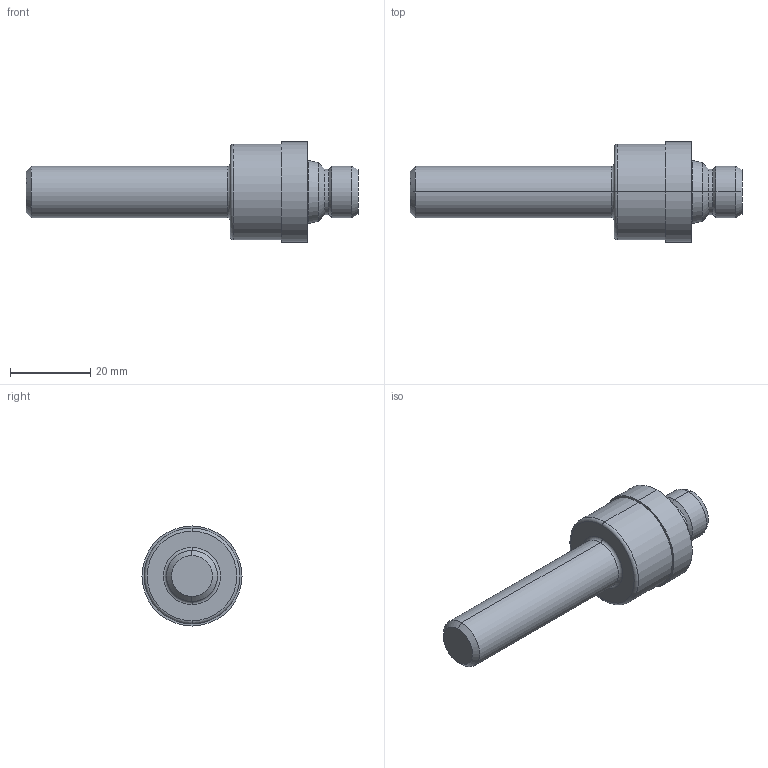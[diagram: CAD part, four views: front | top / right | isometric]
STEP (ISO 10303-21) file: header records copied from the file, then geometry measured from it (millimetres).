
FILE_DESCRIPTION (( 'STEP AP214' ), '1' );
FILE_NAME ('MS16142-6S-SolidModel.STEP', '2018-06-22T20:24:38', ( '' ), ( '' ), 'SwSTEP 2.0', 'SolidWorks 2018', '' );
FILE_SCHEMA (( 'AUTOMOTIVE_DESIGN' ));
Length unit declared in the file: inch
Products named in the file (1): MS16142-6S-SolidModel
Bounding box: 82.55 x 24.87 x 24.87 mm (x, y, z)
Volume: 16892.2 mm3; surface area: 4850 mm2
Topology: 1 solids, 1 shells, 31 faces, 60 edges, 34 vertices
Faces by surface type: cone 10, cylinder 10, torus 6, plane 5
Entity records: 830 total; most frequent: DIRECTION 164, CARTESIAN_POINT 126, ORIENTED_EDGE 120, AXIS2_PLACEMENT_3D 72, EDGE_CURVE 60, CIRCLE 40, EDGE_LOOP 34, VERTEX_POINT 34
